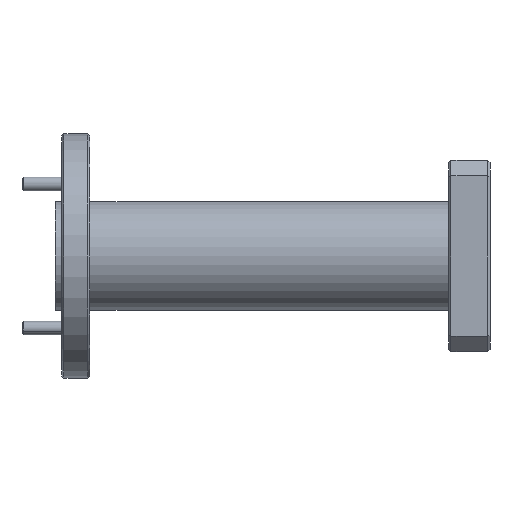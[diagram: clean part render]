
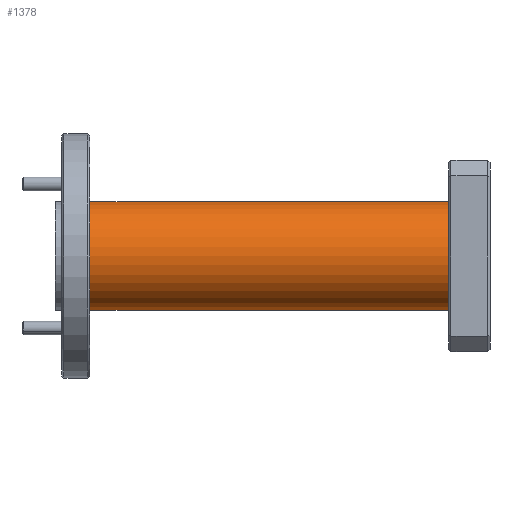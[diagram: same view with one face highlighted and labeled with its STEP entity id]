
A CAD part, front view. The second image highlights one B-rep face of the part: STEP entity #1378.
In plain terms, the highlighted cylindrical face has radius 6.35 mm (diameter 12.7 mm), a partial arc.
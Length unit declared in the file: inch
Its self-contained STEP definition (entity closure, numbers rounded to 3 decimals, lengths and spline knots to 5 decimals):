
#233 = EDGE_LOOP ( 'NONE', ( #1434, #314, #2614, #663 ) ) ;
#314 = ORIENTED_EDGE ( 'NONE', *, *, #3126, .T. ) ;
#317 = CARTESIAN_POINT ( 'NONE',  ( 1.81, 0., -0.25 ) ) ;
#402 = VERTEX_POINT ( 'NONE', #1831 ) ;
#437 = DIRECTION ( 'NONE',  ( 1., 0., 0. ) ) ;
#462 = CARTESIAN_POINT ( 'NONE',  ( 0., 0., 0.25 ) ) ;
#520 = CARTESIAN_POINT ( 'NONE',  ( 1.81, 0., 0. ) ) ;
#663 = ORIENTED_EDGE ( 'NONE', *, *, #1709, .F. ) ;
#776 = DIRECTION ( 'NONE',  ( 0., 0., -1. ) ) ;
#777 = VERTEX_POINT ( 'NONE', #317 ) ;
#829 = CIRCLE ( 'NONE', #2363, 0.25 ) ;
#871 = LINE ( 'NONE', #1880, #2826 ) ;
#1080 = FACE_OUTER_BOUND ( 'NONE', #233, .T. ) ;
#1145 = DIRECTION ( 'NONE',  ( 1., 0., 0. ) ) ;
#1218 = VECTOR ( 'NONE', #2216, 39.37008 ) ;
#1302 = AXIS2_PLACEMENT_3D ( 'NONE', #2304, #1145, #1403 ) ;
#1378 = ADVANCED_FACE ( 'NONE', ( #1080 ), #2810, .T. ) ;
#1403 = DIRECTION ( 'NONE',  ( 0., 0., -1. ) ) ;
#1434 = ORIENTED_EDGE ( 'NONE', *, *, #2800, .F. ) ;
#1498 = DIRECTION ( 'NONE',  ( 1., 0., 0. ) ) ;
#1623 = DIRECTION ( 'NONE',  ( 0., 0., -1. ) ) ;
#1709 = EDGE_CURVE ( 'NONE', #2161, #777, #1869, .T. ) ;
#1735 = EDGE_CURVE ( 'NONE', #3098, #777, #871, .T. ) ;
#1831 = CARTESIAN_POINT ( 'NONE',  ( 0.16, 0., 0.25 ) ) ;
#1869 = CIRCLE ( 'NONE', #2980, 0.25 ) ;
#1880 = CARTESIAN_POINT ( 'NONE',  ( 0., 0., -0.25 ) ) ;
#2106 = CARTESIAN_POINT ( 'NONE',  ( 1.81, 0., 0.25 ) ) ;
#2112 = CARTESIAN_POINT ( 'NONE',  ( 0.16, 0., 0. ) ) ;
#2161 = VERTEX_POINT ( 'NONE', #2106 ) ;
#2191 = LINE ( 'NONE', #462, #1218 ) ;
#2216 = DIRECTION ( 'NONE',  ( 1., 0., 0. ) ) ;
#2304 = CARTESIAN_POINT ( 'NONE',  ( 0., 0., 0. ) ) ;
#2363 = AXIS2_PLACEMENT_3D ( 'NONE', #2112, #437, #1623 ) ;
#2614 = ORIENTED_EDGE ( 'NONE', *, *, #1735, .T. ) ;
#2800 = EDGE_CURVE ( 'NONE', #402, #2161, #2191, .T. ) ;
#2805 = DIRECTION ( 'NONE',  ( 1., 0., 0. ) ) ;
#2810 = CYLINDRICAL_SURFACE ( 'NONE', #1302, 0.25 ) ;
#2826 = VECTOR ( 'NONE', #2805, 39.37008 ) ;
#2844 = CARTESIAN_POINT ( 'NONE',  ( 0.16, 0., -0.25 ) ) ;
#2980 = AXIS2_PLACEMENT_3D ( 'NONE', #520, #1498, #776 ) ;
#3098 = VERTEX_POINT ( 'NONE', #2844 ) ;
#3126 = EDGE_CURVE ( 'NONE', #402, #3098, #829, .T. ) ;
